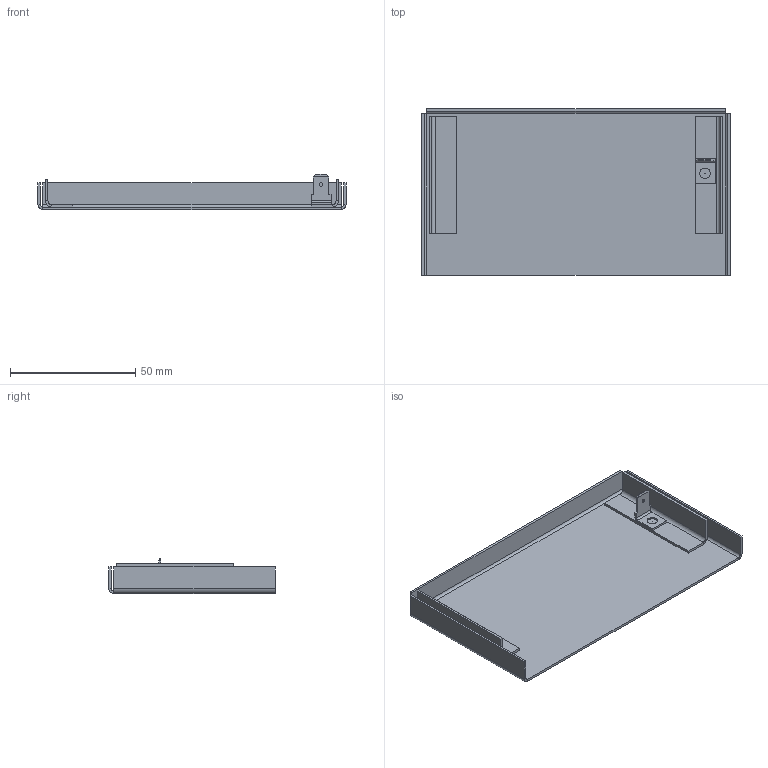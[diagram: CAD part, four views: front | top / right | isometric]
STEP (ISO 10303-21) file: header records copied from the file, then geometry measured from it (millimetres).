
FILE_DESCRIPTION((''),'2;1');
FILE_NAME('20003539P01_ASM','2023-05-03T13:54:33',('sivasanker.y'),(''),'CREO PARAMETRIC BY PTC INC, 2021284','CREO PARAMETRIC BY PTC INC, 2021284','');
FILE_SCHEMA(('CONFIG_CONTROL_DESIGN'));
Length unit declared in the file: millimetre
Products named in the file (4): 20003538IP101; 20001500IP201; 55903001; 20003539P01_ASM
Assembly tree (4 placements, depth 2):
  20003539P01_ASM
    20003538IP101
    20001500IP201  x2
    55903001
Bounding box: 123.1 x 66.5 x 14 mm (x, y, z)
Volume: 12426.4 mm3; surface area: 25664.9 mm2
Topology: 4 solids, 4 shells, 94 faces, 194 edges, 112 vertices
Faces by surface type: plane 72, cylinder 20, torus 2
Entity records: 2180 total; most frequent: DIRECTION 384, CARTESIAN_POINT 350, ORIENTED_EDGE 332, EDGE_CURVE 166, AXIS2_PLACEMENT_3D 130, VECTOR 124, LINE 124, VERTEX_POINT 96
